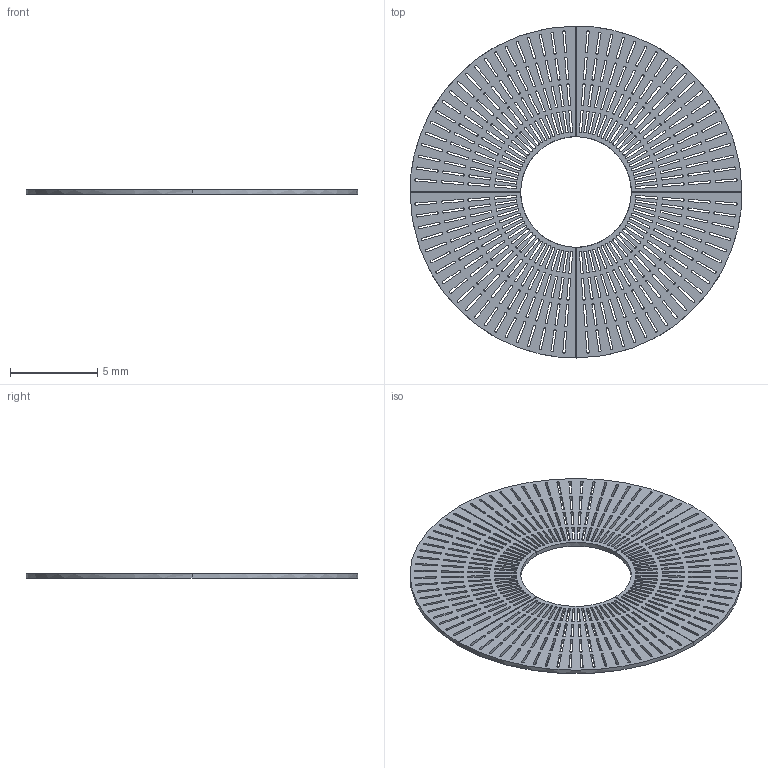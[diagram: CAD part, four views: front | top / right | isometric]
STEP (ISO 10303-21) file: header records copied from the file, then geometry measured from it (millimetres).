
FILE_DESCRIPTION(/* description */ (''),/* implementation_level */ '2;1');
FILE_NAME(/* name */ 'scale tree grate circular',/* time_stamp */ '2025-06-23T14:44:21-04:00',/* author */ (''),/* organization */ (''),/* preprocessor_version */ 'ST-DEVELOPER v19.2',/* originating_system */ 'Rhino 8.20',/* authorisation */ '');
FILE_SCHEMA (('CONFIG_CONTROL_DESIGN'));
Length unit declared in the file: inch
Products named in the file (1): Document
Bounding box: 19.05 x 19.05 x 0.25 mm (x, y, z)
Surface area: 657.8 mm2 (no closed solid volume)
Topology: 0 solids, 4 shells, 1314 faces, 3942 edges, 2624 vertices
Faces by surface type: plane 666, cylinder 648
Entity records: 45236 total; most frequent: CARTESIAN_POINT 13122, ORIENTED_EDGE 7846, EDGE_CURVE 3942, DIRECTION 3898, VERTEX_POINT 2624, AXIS2_PLACEMENT_3D 2606, B_SPLINE_CURVE_WITH_KNOTS 1988, EDGE_LOOP 1954
